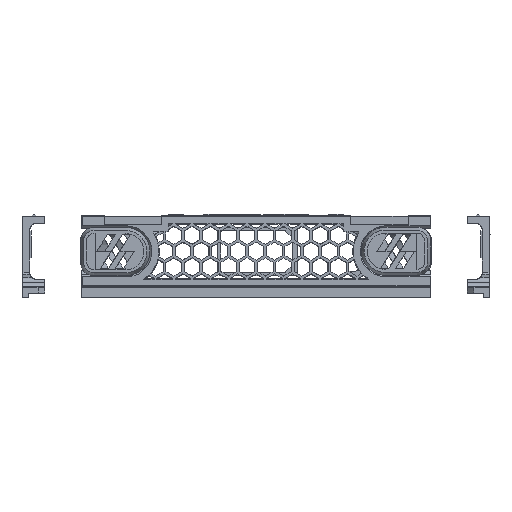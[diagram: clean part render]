
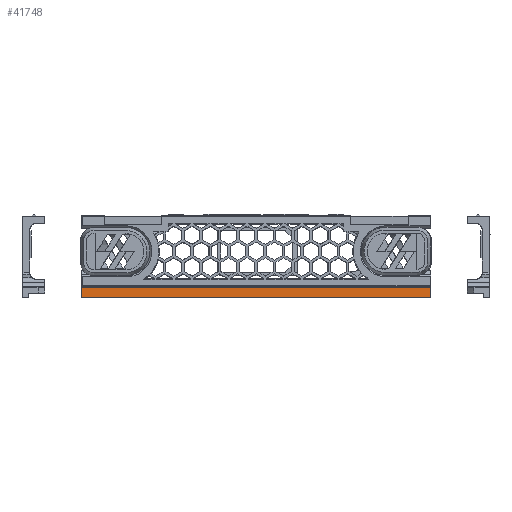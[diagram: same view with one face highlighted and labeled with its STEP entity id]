
A CAD part, front view. The second image highlights one B-rep face of the part: STEP entity #41748.
In plain terms, the highlighted planar face has unit normal (0, -1, 0).
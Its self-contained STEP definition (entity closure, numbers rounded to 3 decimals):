
#1193=PLANE('',#43929);
#2913=FACE_OUTER_BOUND('',#4995,.T.);
#4995=EDGE_LOOP('',(#28899,#28900,#28901,#28902));
#7455=LINE('',#58325,#12609);
#7457=LINE('',#58330,#12611);
#7458=LINE('',#58331,#12612);
#7459=LINE('',#58332,#12613);
#12609=VECTOR('',#47053,10.);
#12611=VECTOR('',#47057,10.);
#12612=VECTOR('',#47058,1000.);
#12613=VECTOR('',#47059,1000.);
#18379=VERTEX_POINT('',#58322);
#18380=VERTEX_POINT('',#58324);
#18381=VERTEX_POINT('',#58328);
#18382=VERTEX_POINT('',#58329);
#22539=EDGE_CURVE('',#18379,#18380,#7455,.T.);
#22541=EDGE_CURVE('',#18381,#18382,#7457,.T.);
#22542=EDGE_CURVE('',#18381,#18380,#7458,.T.);
#22543=EDGE_CURVE('',#18379,#18382,#7459,.T.);
#28899=ORIENTED_EDGE('',*,*,#22541,.F.);
#28900=ORIENTED_EDGE('',*,*,#22542,.T.);
#28901=ORIENTED_EDGE('',*,*,#22539,.F.);
#28902=ORIENTED_EDGE('',*,*,#22543,.T.);
#41748=ADVANCED_FACE('',(#2913),#1193,.T.);
#43929=AXIS2_PLACEMENT_3D('',#58327,#47055,#47056);
#47053=DIRECTION('',(0.,0.,-1.));
#47055=DIRECTION('center_axis',(0.,-1.,0.));
#47056=DIRECTION('ref_axis',(-1.,0.,0.));
#47057=DIRECTION('',(0.,0.,1.));
#47058=DIRECTION('',(1.,0.,0.));
#47059=DIRECTION('',(-1.,0.,0.));
#58322=CARTESIAN_POINT('',(19.584,-26.737,7.25));
#58324=CARTESIAN_POINT('',(19.584,-26.737,0.4));
#58325=CARTESIAN_POINT('',(19.584,-26.737,5.438));
#58327=CARTESIAN_POINT('Origin',(-68.208,-26.737,7.25));
#58328=CARTESIAN_POINT('',(-212.,-26.737,0.4));
#58329=CARTESIAN_POINT('',(-212.,-26.737,7.25));
#58330=CARTESIAN_POINT('',(-212.,-26.737,5.438));
#58331=CARTESIAN_POINT('',(-68.208,-26.737,0.4));
#58332=CARTESIAN_POINT('',(-68.208,-26.737,7.25));
